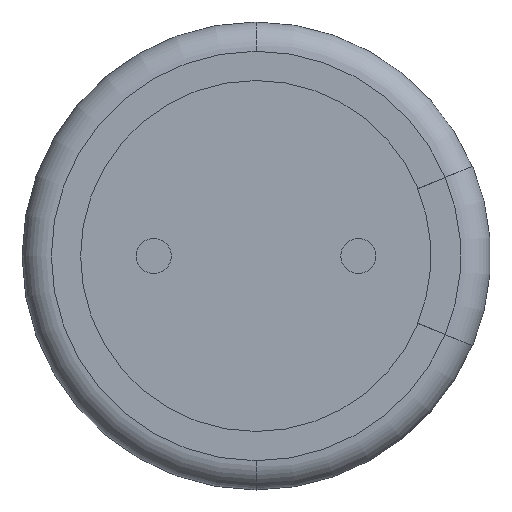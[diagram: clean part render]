
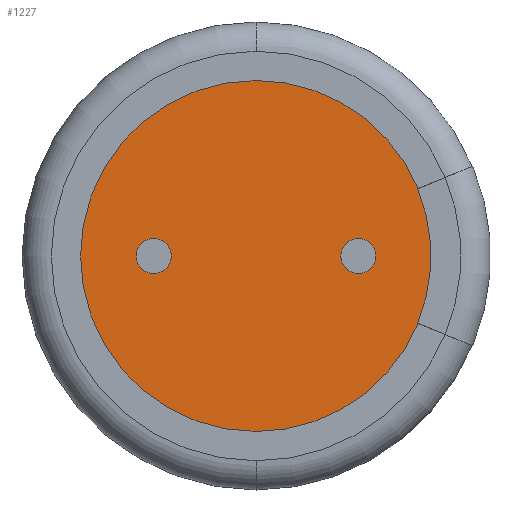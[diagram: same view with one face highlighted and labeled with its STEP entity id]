
A CAD part, front view. The second image highlights one B-rep face of the part: STEP entity #1227.
In plain terms, the highlighted planar face has unit normal (0, -1, 0).
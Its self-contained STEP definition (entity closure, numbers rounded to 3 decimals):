
#7 = VERTEX_POINT ( 'NONE', #801 ) ;
#9 = CARTESIAN_POINT ( 'NONE',  ( 1.75, 0.3, 0. ) ) ;
#12 = ORIENTED_EDGE ( 'NONE', *, *, #584, .T. ) ;
#41 = EDGE_CURVE ( 'NONE', #1835, #1004, #344, .T. ) ;
#63 = CARTESIAN_POINT ( 'NONE',  ( 2.77, 0.3, -1.152 ) ) ;
#73 = DIRECTION ( 'NONE',  ( 0., 0., 1. ) ) ;
#93 = ORIENTED_EDGE ( 'NONE', *, *, #803, .T. ) ;
#121 = DIRECTION ( 'NONE',  ( 0., -1., 0. ) ) ;
#174 = DIRECTION ( 'NONE',  ( 0., 0., -1. ) ) ;
#178 = AXIS2_PLACEMENT_3D ( 'NONE', #2221, #1201, #174 ) ;
#191 = DIRECTION ( 'NONE',  ( 0., 0., 1. ) ) ;
#193 = FACE_OUTER_BOUND ( 'NONE', #2143, .T. ) ;
#239 = EDGE_CURVE ( 'NONE', #255, #1150, #1501, .T. ) ;
#250 = CARTESIAN_POINT ( 'NONE',  ( -0.001, 0.3, 0.004 ) ) ;
#255 = VERTEX_POINT ( 'NONE', #525 ) ;
#268 = CARTESIAN_POINT ( 'NONE',  ( 1.75, 0.3, -0.3 ) ) ;
#285 = ORIENTED_EDGE ( 'NONE', *, *, #838, .F. ) ;
#297 = CIRCLE ( 'NONE', #848, 3. ) ;
#332 = ORIENTED_EDGE ( 'NONE', *, *, #1735, .T. ) ;
#344 = CIRCLE ( 'NONE', #877, 0.3 ) ;
#362 = EDGE_CURVE ( 'NONE', #2216, #1468, #2181, .T. ) ;
#369 = EDGE_LOOP ( 'NONE', ( #285, #1918 ) ) ;
#439 = EDGE_LOOP ( 'NONE', ( #1659, #440 ) ) ;
#440 = ORIENTED_EDGE ( 'NONE', *, *, #465, .F. ) ;
#465 = EDGE_CURVE ( 'NONE', #1150, #255, #1522, .T. ) ;
#480 = EDGE_CURVE ( 'NONE', #2216, #486, #1460, .T. ) ;
#483 = ORIENTED_EDGE ( 'NONE', *, *, #362, .T. ) ;
#486 = VERTEX_POINT ( 'NONE', #752 ) ;
#508 = AXIS2_PLACEMENT_3D ( 'NONE', #2136, #1100, #73 ) ;
#525 = CARTESIAN_POINT ( 'NONE',  ( 1.75, 0.3, 0.3 ) ) ;
#541 = AXIS2_PLACEMENT_3D ( 'NONE', #1147, #121, #1327 ) ;
#544 = VECTOR ( 'NONE', #906, 1000. ) ;
#560 = CIRCLE ( 'NONE', #2101, 3. ) ;
#563 = CARTESIAN_POINT ( 'NONE',  ( -1.75, 0.3, 0.3 ) ) ;
#584 = EDGE_CURVE ( 'NONE', #1468, #2058, #1600, .T. ) ;
#597 = DIRECTION ( 'NONE',  ( 0., -1., 0. ) ) ;
#618 = CARTESIAN_POINT ( 'NONE',  ( 0., 0.3, 0. ) ) ;
#654 = DIRECTION ( 'NONE',  ( 0., -1., 0. ) ) ;
#752 = CARTESIAN_POINT ( 'NONE',  ( 2.762, 0.3, 1.148 ) ) ;
#792 = DIRECTION ( 'NONE',  ( 0., 0., -1. ) ) ;
#801 = CARTESIAN_POINT ( 'NONE',  ( 2.762, 0.3, -1.148 ) ) ;
#803 = EDGE_CURVE ( 'NONE', #1038, #7, #1805, .T. ) ;
#838 = EDGE_CURVE ( 'NONE', #1004, #1835, #2149, .T. ) ;
#848 = AXIS2_PLACEMENT_3D ( 'NONE', #1998, #964, #2171 ) ;
#877 = AXIS2_PLACEMENT_3D ( 'NONE', #1687, #654, #1856 ) ;
#884 = DIRECTION ( 'NONE',  ( 0., -1., 0. ) ) ;
#906 = DIRECTION ( 'NONE',  ( -0.924, 0., -0.383 ) ) ;
#964 = DIRECTION ( 'NONE',  ( 0., -1., 0. ) ) ;
#998 = CARTESIAN_POINT ( 'NONE',  ( -0.001, 0.3, -0.004 ) ) ;
#1004 = VERTEX_POINT ( 'NONE', #563 ) ;
#1038 = VERTEX_POINT ( 'NONE', #63 ) ;
#1047 = FACE_BOUND ( 'NONE', #369, .T. ) ;
#1055 = CARTESIAN_POINT ( 'NONE',  ( 0., 0.3, 3. ) ) ;
#1099 = FACE_BOUND ( 'NONE', #439, .T. ) ;
#1100 = DIRECTION ( 'NONE',  ( 0., -1., 0. ) ) ;
#1139 = CARTESIAN_POINT ( 'NONE',  ( -1.75, 0.3, -0.3 ) ) ;
#1147 = CARTESIAN_POINT ( 'NONE',  ( 0., 0.3, 0. ) ) ;
#1150 = VERTEX_POINT ( 'NONE', #268 ) ;
#1201 = DIRECTION ( 'NONE',  ( 0., -1., 0. ) ) ;
#1219 = DIRECTION ( 'NONE',  ( 0., -1., 0. ) ) ;
#1227 = ADVANCED_FACE ( 'NONE', ( #193, #1047, #1099 ), #1487, .T. ) ;
#1260 = AXIS2_PLACEMENT_3D ( 'NONE', #9, #1219, #191 ) ;
#1270 = CARTESIAN_POINT ( 'NONE',  ( 2.77, 0.3, 1.152 ) ) ;
#1327 = DIRECTION ( 'NONE',  ( 0., 0., -1. ) ) ;
#1412 = ORIENTED_EDGE ( 'NONE', *, *, #480, .F. ) ;
#1460 = LINE ( 'NONE', #250, #544 ) ;
#1468 = VERTEX_POINT ( 'NONE', #1055 ) ;
#1487 = PLANE ( 'NONE',  #541 ) ;
#1501 = CIRCLE ( 'NONE', #1260, 0.3 ) ;
#1522 = CIRCLE ( 'NONE', #508, 0.3 ) ;
#1600 = CIRCLE ( 'NONE', #1658, 3. ) ;
#1630 = CARTESIAN_POINT ( 'NONE',  ( -0.01, 0.3, 0. ) ) ;
#1658 = AXIS2_PLACEMENT_3D ( 'NONE', #618, #1828, #792 ) ;
#1659 = ORIENTED_EDGE ( 'NONE', *, *, #239, .F. ) ;
#1687 = CARTESIAN_POINT ( 'NONE',  ( -1.75, 0.3, 0. ) ) ;
#1690 = DIRECTION ( 'NONE',  ( -0.924, 0., 0.383 ) ) ;
#1735 = EDGE_CURVE ( 'NONE', #7, #486, #560, .T. ) ;
#1751 = VECTOR ( 'NONE', #1690, 1000. ) ;
#1802 = DIRECTION ( 'NONE',  ( 0., 0., -1. ) ) ;
#1805 = LINE ( 'NONE', #998, #1751 ) ;
#1828 = DIRECTION ( 'NONE',  ( 0., -1., 0. ) ) ;
#1835 = VERTEX_POINT ( 'NONE', #1139 ) ;
#1837 = EDGE_CURVE ( 'NONE', #2058, #1038, #297, .T. ) ;
#1856 = DIRECTION ( 'NONE',  ( 0., 0., -1. ) ) ;
#1895 = CARTESIAN_POINT ( 'NONE',  ( 0., 0.3, -3. ) ) ;
#1918 = ORIENTED_EDGE ( 'NONE', *, *, #41, .F. ) ;
#1923 = CARTESIAN_POINT ( 'NONE',  ( 0., 0.3, 0. ) ) ;
#1998 = CARTESIAN_POINT ( 'NONE',  ( 0., 0.3, 0. ) ) ;
#2058 = VERTEX_POINT ( 'NONE', #1895 ) ;
#2100 = AXIS2_PLACEMENT_3D ( 'NONE', #1923, #884, #2107 ) ;
#2101 = AXIS2_PLACEMENT_3D ( 'NONE', #1630, #597, #1802 ) ;
#2107 = DIRECTION ( 'NONE',  ( 0., 0., -1. ) ) ;
#2136 = CARTESIAN_POINT ( 'NONE',  ( 1.75, 0.3, 0. ) ) ;
#2143 = EDGE_LOOP ( 'NONE', ( #1412, #483, #12, #2184, #93, #332 ) ) ;
#2149 = CIRCLE ( 'NONE', #178, 0.3 ) ;
#2171 = DIRECTION ( 'NONE',  ( 0., 0., -1. ) ) ;
#2181 = CIRCLE ( 'NONE', #2100, 3. ) ;
#2184 = ORIENTED_EDGE ( 'NONE', *, *, #1837, .T. ) ;
#2216 = VERTEX_POINT ( 'NONE', #1270 ) ;
#2221 = CARTESIAN_POINT ( 'NONE',  ( -1.75, 0.3, 0. ) ) ;
